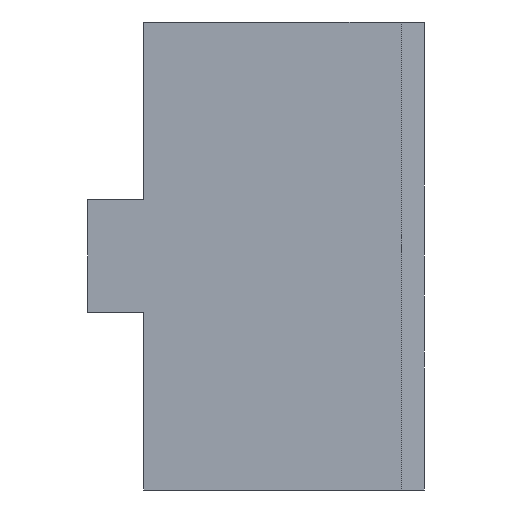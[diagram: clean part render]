
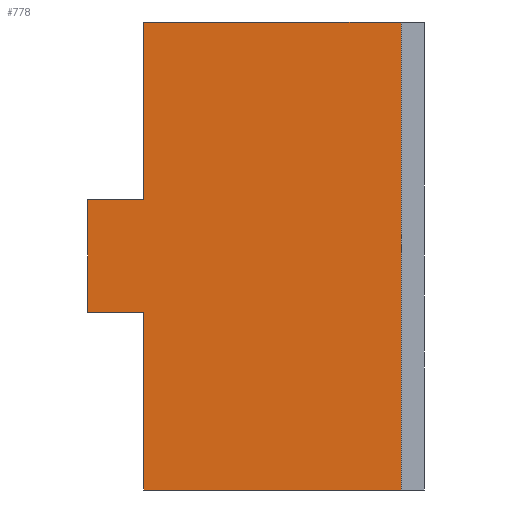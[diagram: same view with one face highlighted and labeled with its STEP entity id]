
A CAD part, left-side view. The second image highlights one B-rep face of the part: STEP entity #778.
In plain terms, the highlighted planar face has unit normal (-1, 0, 0).
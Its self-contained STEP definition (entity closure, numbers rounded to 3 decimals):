
#99=DIRECTION('',(0.,-1.,0.));
#100=VECTOR('',#99,5.5);
#101=CARTESIAN_POINT('',(0.,6.,-5.));
#102=LINE('',#101,#100);
#245=DIRECTION('',(0.,0.,-1.));
#246=VECTOR('',#245,10.);
#247=CARTESIAN_POINT('',(0.,0.5,5.));
#248=LINE('',#247,#246);
#252=DIRECTION('',(0.,0.,1.));
#253=VECTOR('',#252,3.8);
#254=CARTESIAN_POINT('',(0.,6.,-5.));
#255=LINE('',#254,#253);
#259=DIRECTION('',(0.,-1.,0.));
#260=VECTOR('',#259,1.2);
#261=CARTESIAN_POINT('',(0.,7.2,-1.2));
#262=LINE('',#261,#260);
#266=DIRECTION('',(0.,0.,-1.));
#267=VECTOR('',#266,2.4);
#268=CARTESIAN_POINT('',(0.,7.2,1.2));
#269=LINE('',#268,#267);
#273=DIRECTION('',(0.,1.,0.));
#274=VECTOR('',#273,1.2);
#275=CARTESIAN_POINT('',(0.,6.,1.2));
#276=LINE('',#275,#274);
#280=DIRECTION('',(0.,0.,1.));
#281=VECTOR('',#280,3.8);
#282=CARTESIAN_POINT('',(0.,6.,1.2));
#283=LINE('',#282,#281);
#308=DIRECTION('',(0.,-1.,0.));
#309=VECTOR('',#308,5.5);
#310=CARTESIAN_POINT('',(0.,6.,5.));
#311=LINE('',#310,#309);
#520=CARTESIAN_POINT('',(0.,6.,-5.));
#521=VERTEX_POINT('',#520);
#526=CARTESIAN_POINT('',(0.,6.,5.));
#527=VERTEX_POINT('',#526);
#528=CARTESIAN_POINT('',(0.,7.2,1.2));
#529=CARTESIAN_POINT('',(0.,7.2,-1.2));
#530=VERTEX_POINT('',#528);
#531=VERTEX_POINT('',#529);
#536=CARTESIAN_POINT('',(0.,6.,-1.2));
#537=VERTEX_POINT('',#536);
#538=CARTESIAN_POINT('',(0.,6.,1.2));
#539=VERTEX_POINT('',#538);
#582=CARTESIAN_POINT('',(0.,0.5,-5.));
#584=VERTEX_POINT('',#582);
#585=CARTESIAN_POINT('',(0.,0.5,5.));
#586=VERTEX_POINT('',#585);
#758=CARTESIAN_POINT('',(0.,6.,-5.));
#759=DIRECTION('',(-1.,0.,0.));
#760=DIRECTION('',(0.,-1.,0.));
#761=AXIS2_PLACEMENT_3D('',#758,#759,#760);
#762=PLANE('',#761);
#764=ORIENTED_EDGE('',*,*,#763,.T.);
#765=ORIENTED_EDGE('',*,*,#614,.F.);
#766=ORIENTED_EDGE('',*,*,#736,.T.);
#768=ORIENTED_EDGE('',*,*,#767,.F.);
#770=ORIENTED_EDGE('',*,*,#769,.F.);
#772=ORIENTED_EDGE('',*,*,#771,.F.);
#773=ORIENTED_EDGE('',*,*,#743,.T.);
#775=ORIENTED_EDGE('',*,*,#774,.T.);
#776=EDGE_LOOP('',(#764,#765,#766,#768,#770,#772,#773,#775));
#777=FACE_OUTER_BOUND('',#776,.F.);
#778=ADVANCED_FACE('',(#777),#762,.T.);
#614=EDGE_CURVE('',#521,#584,#102,.T.);
#736=EDGE_CURVE('',#521,#537,#255,.T.);
#743=EDGE_CURVE('',#539,#527,#283,.T.);
#763=EDGE_CURVE('',#586,#584,#248,.T.);
#767=EDGE_CURVE('',#531,#537,#262,.T.);
#769=EDGE_CURVE('',#530,#531,#269,.T.);
#771=EDGE_CURVE('',#539,#530,#276,.T.);
#774=EDGE_CURVE('',#527,#586,#311,.T.);
